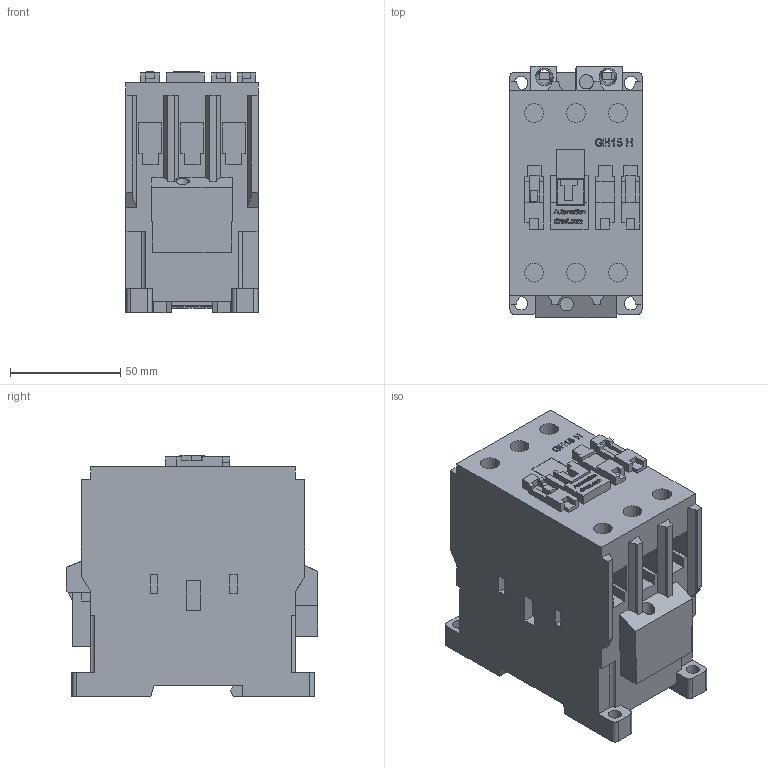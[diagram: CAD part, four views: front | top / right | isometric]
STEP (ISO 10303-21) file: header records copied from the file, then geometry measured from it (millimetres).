
FILE_DESCRIPTION (( 'STEP AP214' ), '1' );
FILE_NAME ('GH15HT-3-00B.STEP', '2011-01-21T20:45:57', ( '.ADC' ), ( 'ADC' ), 'SwSTEP 2.0', 'SolidWorks 2009', '' );
FILE_SCHEMA (( 'AUTOMOTIVE_DESIGN' ));
Length unit declared in the file: millimetre
Products named in the file (1): GH15HT-3-00B
Bounding box: 60 x 114 x 109.75 mm (x, y, z)
Volume: 561052.2 mm3; surface area: 67816 mm2
Topology: 1 solids, 1 shells, 840 faces, 2325 edges, 1546 vertices
Faces by surface type: plane 640, bspline 155, cylinder 40, cone 5
Entity records: 43455 total; most frequent: CARTESIAN_POINT 13749, ORIENTED_EDGE 4650, DIRECTION 3434, EDGE_CURVE 2325, LINE 1878, VECTOR 1878, VERTEX_POINT 1546, EDGE_LOOP 921
